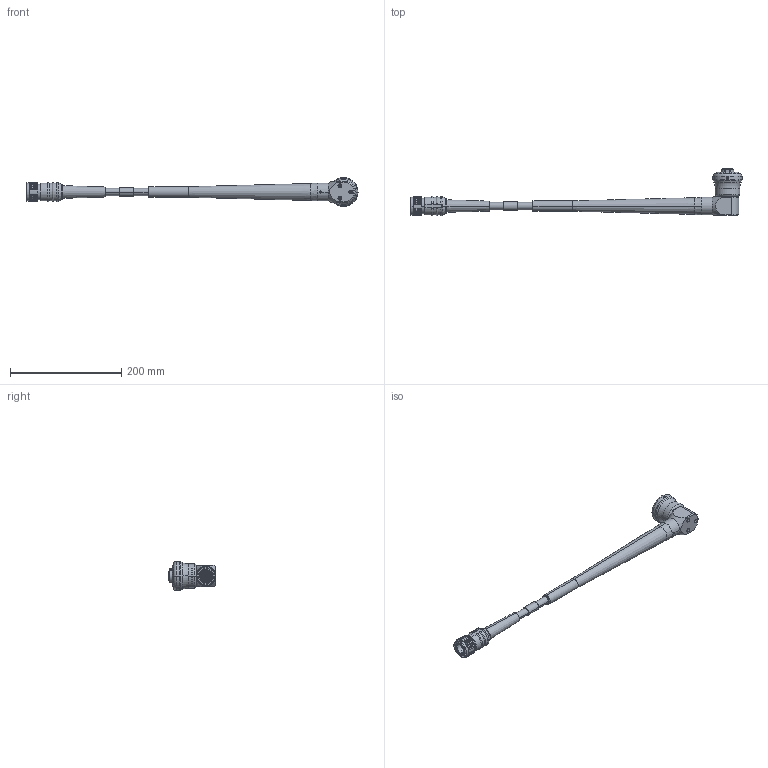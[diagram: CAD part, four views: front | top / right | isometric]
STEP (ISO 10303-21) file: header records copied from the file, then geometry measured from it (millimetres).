
FILE_DESCRIPTION((''),'2;1');
FILE_NAME('20C107700','2020-03-17T08:51:16',('ZLC1117'),(''),'CREO PARAMETRIC BY PTC INC, 2017380','CREO PARAMETRIC BY PTC INC, 2017380','');
FILE_SCHEMA(('CONFIG_CONTROL_DESIGN'));
Length unit declared in the file: inch
Products named in the file (1): 20C107700
Bounding box: 595.96 x 85.05 x 52.07 mm (x, y, z)
Volume: 254165 mm3; surface area: 99746.9 mm2
Topology: 3 solids, 3 shells, 1227 faces, 3124 edges, 1976 vertices
Faces by surface type: cylinder 595, cone 351, plane 230, torus 35, bspline 14, revolution 2
Entity records: 43936 total; most frequent: CARTESIAN_POINT 13632, DIRECTION 6687, ORIENTED_EDGE 6184, EDGE_CURVE 3092, AXIS2_PLACEMENT_3D 2758, VERTEX_POINT 1976, CIRCLE 1547, EDGE_LOOP 1418
